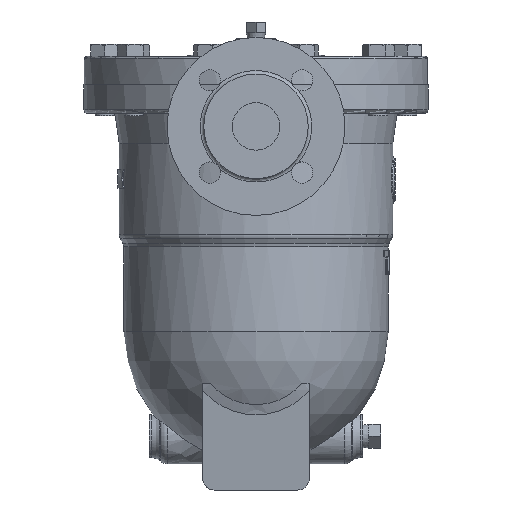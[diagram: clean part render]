
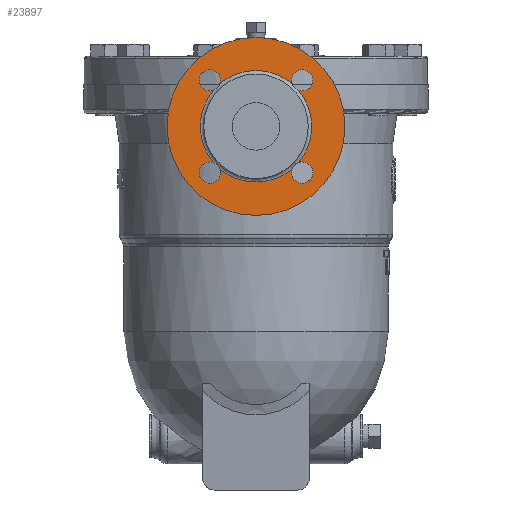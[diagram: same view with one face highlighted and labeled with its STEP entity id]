
A CAD part, left-side view. The second image highlights one B-rep face of the part: STEP entity #23897.
In plain terms, the highlighted planar face has unit normal (-1, 0, 0).
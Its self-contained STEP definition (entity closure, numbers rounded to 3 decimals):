
#23523=CARTESIAN_POINT('',(-185.,-35.818,-65.432));
#23524=VERTEX_POINT('',#23523);
#23525=CARTESIAN_POINT('',(-185.,-30.432,-70.818));
#23526=VERTEX_POINT('',#23525);
#23527=CARTESIAN_POINT('',(-185.,-38.891,-73.891));
#23528=DIRECTION('',(1.0,0.0,0.0));
#23529=DIRECTION('',(0.0,0.0,-1.0));
#23530=AXIS2_PLACEMENT_3D('',#23527,#23528,#23529);
#23531=CIRCLE('',#23530,9.0);
#23532=EDGE_CURVE('',#23524,#23526,#23531,.T.);
#23735=CARTESIAN_POINT('',(-185.,30.432,-70.818));
#23736=VERTEX_POINT('',#23735);
#23737=CARTESIAN_POINT('',(-185.,35.818,-65.432));
#23738=VERTEX_POINT('',#23737);
#23756=CARTESIAN_POINT('',(-185.,0.0,-35.));
#23757=DIRECTION('',(-1.0,0.0,0.0));
#23758=DIRECTION('',(0.0,0.0,-1.0));
#23759=AXIS2_PLACEMENT_3D('',#23756,#23757,#23758);
#23760=CIRCLE('',#23759,47.0);
#23761=EDGE_CURVE('',#23736,#23526,#23760,.T.);
#23764=CARTESIAN_POINT('',(-185.,-35.818,-4.568));
#23765=VERTEX_POINT('',#23764);
#23766=CARTESIAN_POINT('',(-185.,0.0,-35.));
#23767=DIRECTION('',(-1.0,0.0,0.0));
#23768=DIRECTION('',(0.0,0.0,-1.0));
#23769=AXIS2_PLACEMENT_3D('',#23766,#23767,#23768);
#23770=CIRCLE('',#23769,47.0);
#23771=EDGE_CURVE('',#23524,#23765,#23770,.T.);
#23773=CARTESIAN_POINT('',(-185.,-30.432,0.818));
#23774=VERTEX_POINT('',#23773);
#23792=CARTESIAN_POINT('',(-185.,30.432,0.818));
#23793=VERTEX_POINT('',#23792);
#23794=CARTESIAN_POINT('',(-185.,0.0,-35.));
#23795=DIRECTION('',(-1.0,0.0,0.0));
#23796=DIRECTION('',(0.0,0.0,-1.0));
#23797=AXIS2_PLACEMENT_3D('',#23794,#23795,#23796);
#23798=CIRCLE('',#23797,47.0);
#23799=EDGE_CURVE('',#23774,#23793,#23798,.T.);
#23801=CARTESIAN_POINT('',(-185.,35.818,-4.568));
#23802=VERTEX_POINT('',#23801);
#23820=CARTESIAN_POINT('',(-185.,0.0,-35.));
#23821=DIRECTION('',(-1.0,0.0,0.0));
#23822=DIRECTION('',(0.0,0.0,-1.0));
#23823=AXIS2_PLACEMENT_3D('',#23820,#23821,#23822);
#23824=CIRCLE('',#23823,47.0);
#23825=EDGE_CURVE('',#23802,#23738,#23824,.T.);
#23849=CARTESIAN_POINT('',(-185.,0.0,40.));
#23850=VERTEX_POINT('',#23849);
#23851=CARTESIAN_POINT('',(-185.,0.0,-35.));
#23852=DIRECTION('',(-1.0,0.0,0.0));
#23853=DIRECTION('',(0.0,0.0,1.0));
#23854=AXIS2_PLACEMENT_3D('',#23851,#23852,#23853);
#23855=CIRCLE('',#23854,75.0);
#23856=EDGE_CURVE('',#23850,#23850,#23855,.T.);
#23861=CARTESIAN_POINT('',(-185.,0.0,24.5));
#23862=DIRECTION('',(-1.0,0.0,0.0));
#23863=DIRECTION('',(0.0,0.0,1.0));
#23864=AXIS2_PLACEMENT_3D('',#23861,#23862,#23863);
#23865=PLANE('',#23864);
#23866=ORIENTED_EDGE('',*,*,#23856,.T.);
#23867=EDGE_LOOP('',(#23866));
#23868=FACE_OUTER_BOUND('',#23867,.T.);
#23869=CARTESIAN_POINT('',(-185.,38.891,-73.891));
#23870=DIRECTION('',(1.0,0.0,0.0));
#23871=DIRECTION('',(0.0,1.0,0.0));
#23872=AXIS2_PLACEMENT_3D('',#23869,#23870,#23871);
#23873=CIRCLE('',#23872,9.0);
#23874=EDGE_CURVE('',#23736,#23738,#23873,.T.);
#23875=ORIENTED_EDGE('',*,*,#23874,.T.);
#23876=ORIENTED_EDGE('',*,*,#23825,.F.);
#23877=CARTESIAN_POINT('',(-185.,38.891,3.891));
#23878=DIRECTION('',(1.0,0.0,0.0));
#23879=DIRECTION('',(0.0,0.0,1.0));
#23880=AXIS2_PLACEMENT_3D('',#23877,#23878,#23879);
#23881=CIRCLE('',#23880,9.0);
#23882=EDGE_CURVE('',#23802,#23793,#23881,.T.);
#23883=ORIENTED_EDGE('',*,*,#23882,.T.);
#23884=ORIENTED_EDGE('',*,*,#23799,.F.);
#23885=CARTESIAN_POINT('',(-185.,-38.891,3.891));
#23886=DIRECTION('',(1.0,0.0,0.0));
#23887=DIRECTION('',(0.0,-1.0,0.0));
#23888=AXIS2_PLACEMENT_3D('',#23885,#23886,#23887);
#23889=CIRCLE('',#23888,9.0);
#23890=EDGE_CURVE('',#23774,#23765,#23889,.T.);
#23891=ORIENTED_EDGE('',*,*,#23890,.T.);
#23892=ORIENTED_EDGE('',*,*,#23771,.F.);
#23893=ORIENTED_EDGE('',*,*,#23532,.T.);
#23894=ORIENTED_EDGE('',*,*,#23761,.F.);
#23895=EDGE_LOOP('',(#23875,#23876,#23883,#23884,#23891,#23892,#23893,#23894));
#23896=FACE_BOUND('',#23895,.T.);
#23897=ADVANCED_FACE('',(#23868,#23896),#23865,.T.);
